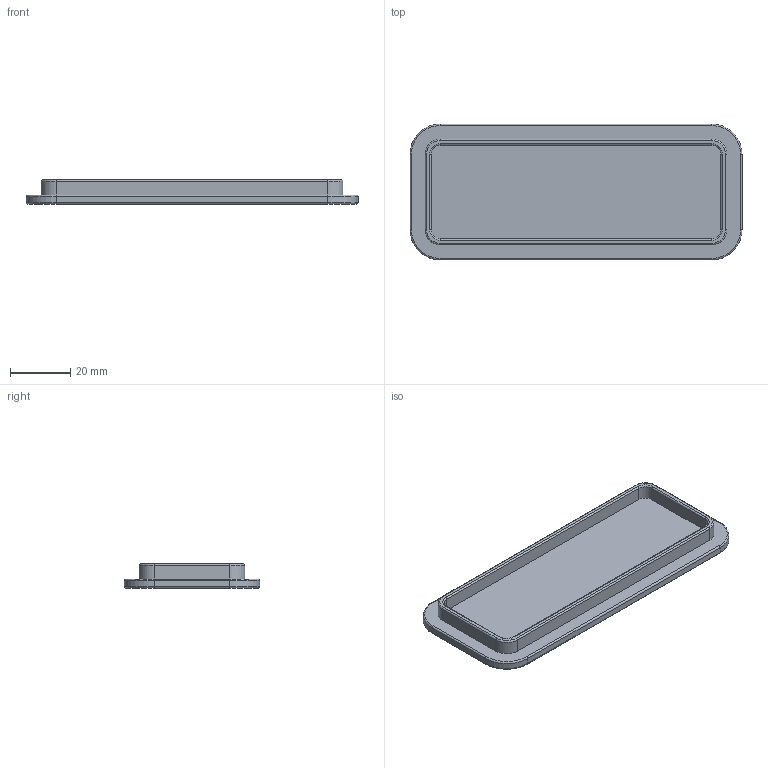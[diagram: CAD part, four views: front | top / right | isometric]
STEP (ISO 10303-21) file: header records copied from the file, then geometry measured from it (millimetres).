
FILE_DESCRIPTION(/* description */ (''),/* implementation_level */ '2;1');
FILE_NAME(/* name */ 'Cable Blank.step',/* time_stamp */ '2019-07-31T13:24:56+01:00',/* author */ (''),/* organization */ (''),/* preprocessor_version */ 'ST-DEVELOPER v18',/* originating_system */ 'Autodesk Translation Framework v8.2.0.1029',/* authorisation */ '');
FILE_SCHEMA (('AUTOMOTIVE_DESIGN { 1 0 10303 214 3 1 1 }'));
Length unit declared in the file: millimetre
Products named in the file (2): Cable Blank; Cable Blank_1
Assembly tree (1 placements, depth 2):
  Cable Blank
    Cable Blank_1
Bounding box: 110 x 45 x 8 mm (x, y, z)
Volume: 17085.1 mm3; surface area: 12922.7 mm2
Topology: 1 solids, 1 shells, 60 faces, 136 edges, 80 vertices
Faces by surface type: cylinder 28, torus 16, plane 16
Entity records: 1745 total; most frequent: DIRECTION 336, CARTESIAN_POINT 280, ORIENTED_EDGE 272, EDGE_CURVE 136, AXIS2_PLACEMENT_3D 136, VERTEX_POINT 80, CIRCLE 72, LINE 64
